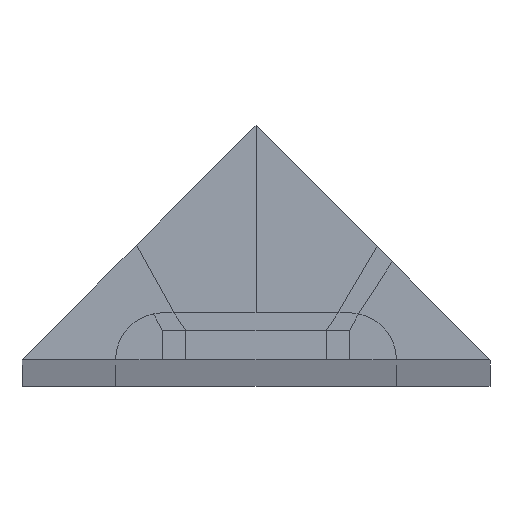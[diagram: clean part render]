
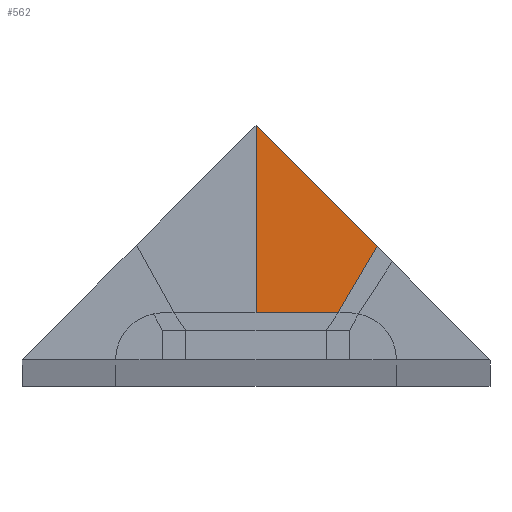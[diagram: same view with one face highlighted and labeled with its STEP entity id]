
A CAD part, top view. The second image highlights one B-rep face of the part: STEP entity #562.
In plain terms, the highlighted planar face has unit normal (0, 0, 1).
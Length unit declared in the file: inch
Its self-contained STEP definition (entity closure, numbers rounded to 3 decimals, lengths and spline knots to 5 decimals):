
#37=FACE_OUTER_BOUND('',#69,.T.);
#69=EDGE_LOOP('',(#371,#372,#373,#374));
#101=LINE('',#823,#168);
#102=LINE('',#825,#169);
#103=LINE('',#827,#170);
#104=LINE('',#828,#171);
#168=VECTOR('',#660,0.3937);
#169=VECTOR('',#661,0.3937);
#170=VECTOR('',#662,0.3937);
#171=VECTOR('',#663,0.3937);
#235=VERTEX_POINT('',#821);
#236=VERTEX_POINT('',#822);
#237=VERTEX_POINT('',#824);
#238=VERTEX_POINT('',#826);
#289=EDGE_CURVE('',#235,#236,#101,.T.);
#290=EDGE_CURVE('',#237,#235,#102,.T.);
#291=EDGE_CURVE('',#238,#237,#103,.T.);
#292=EDGE_CURVE('',#238,#236,#104,.T.);
#371=ORIENTED_EDGE('',*,*,#289,.F.);
#372=ORIENTED_EDGE('',*,*,#290,.F.);
#373=ORIENTED_EDGE('',*,*,#291,.F.);
#374=ORIENTED_EDGE('',*,*,#292,.T.);
#535=PLANE('',#609);
#562=ADVANCED_FACE('',(#37),#535,.F.);
#609=AXIS2_PLACEMENT_3D('',#820,#658,#659);
#658=DIRECTION('center_axis',(0.,0.,-1.));
#659=DIRECTION('ref_axis',(-1.,0.,0.));
#660=DIRECTION('',(-0.509,-0.861,0.));
#661=DIRECTION('',(0.707,-0.707,0.));
#662=DIRECTION('',(0.,1.,0.));
#663=DIRECTION('',(1.,0.,0.));
#820=CARTESIAN_POINT('Origin',(0.,-0.9,
3.));
#821=CARTESIAN_POINT('',(0.51725,-0.51725,3.));
#822=CARTESIAN_POINT('',(0.35,-0.8,3.));
#823=CARTESIAN_POINT('',(0.28273,-0.91372,3.));
#824=CARTESIAN_POINT('',(0.,0.,3.));
#825=CARTESIAN_POINT('',(0.00005,-0.00005,3.));
#826=CARTESIAN_POINT('',(0.,-0.8,3.));
#827=CARTESIAN_POINT('',(0.,-0.45,3.));
#828=CARTESIAN_POINT('',(0.175,-0.8,3.));
